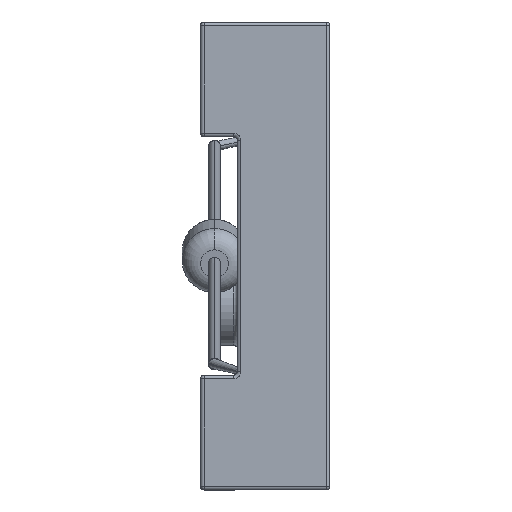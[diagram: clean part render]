
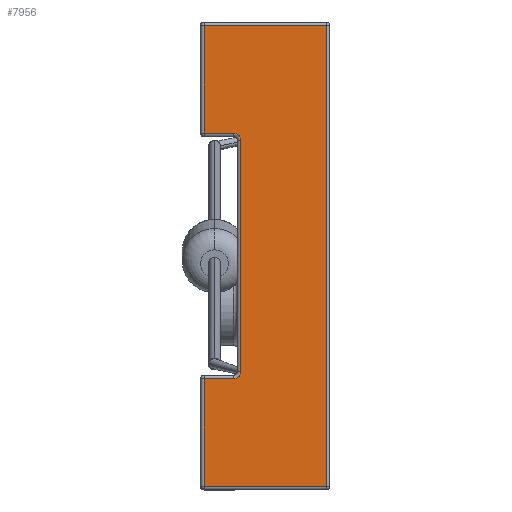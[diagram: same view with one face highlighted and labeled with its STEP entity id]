
A CAD part, left-side view. The second image highlights one B-rep face of the part: STEP entity #7956.
In plain terms, the highlighted planar face has unit normal (-1, 0, 0).
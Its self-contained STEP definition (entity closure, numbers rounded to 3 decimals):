
#290 = ORIENTED_EDGE ( 'NONE', *, *, #4255, .T. ) ;
#374 = LINE ( 'NONE', #10841, #9733 ) ;
#519 = CIRCLE ( 'NONE', #11202, 0.15 ) ;
#521 = LINE ( 'NONE', #1495, #10187 ) ;
#522 = ORIENTED_EDGE ( 'NONE', *, *, #2559, .F. ) ;
#802 = VECTOR ( 'NONE', #3215, 1000. ) ;
#977 = CARTESIAN_POINT ( 'NONE',  ( -15.2, 2.075, 2.495 ) ) ;
#1111 = DIRECTION ( 'NONE',  ( 0., 0., -1. ) ) ;
#1200 = CIRCLE ( 'NONE', #8817, 0.15 ) ;
#1203 = CARTESIAN_POINT ( 'NONE',  ( -15.2, 2.715, 0. ) ) ;
#1259 = LINE ( 'NONE', #4809, #10909 ) ;
#1495 = CARTESIAN_POINT ( 'NONE',  ( -15.2, 0., 2.645 ) ) ;
#1523 = VECTOR ( 'NONE', #3502, 1000. ) ;
#1857 = VECTOR ( 'NONE', #3967, 1000. ) ;
#1932 = DIRECTION ( 'NONE',  ( 0., 0., -1. ) ) ;
#1973 = ORIENTED_EDGE ( 'NONE', *, *, #8530, .T. ) ;
#2038 = DIRECTION ( 'NONE',  ( -1., 0., 0. ) ) ;
#2559 = EDGE_CURVE ( 'NONE', #11699, #11186, #1200, .T. ) ;
#2571 = VECTOR ( 'NONE', #3807, 1000. ) ;
#3023 = DIRECTION ( 'NONE',  ( 0., 0., -1. ) ) ;
#3045 = DIRECTION ( 'NONE',  ( 0., 0., -1. ) ) ;
#3064 = CARTESIAN_POINT ( 'NONE',  ( -15.2, 0.075, -4.975 ) ) ;
#3215 = DIRECTION ( 'NONE',  ( 0., 1., 0. ) ) ;
#3379 = ORIENTED_EDGE ( 'NONE', *, *, #11329, .T. ) ;
#3427 = EDGE_CURVE ( 'NONE', #11411, #11186, #521, .T. ) ;
#3472 = ORIENTED_EDGE ( 'NONE', *, *, #4858, .T. ) ;
#3502 = DIRECTION ( 'NONE',  ( 0., 0., 1. ) ) ;
#3710 = EDGE_CURVE ( 'NONE', #7835, #8009, #7553, .T. ) ;
#3807 = DIRECTION ( 'NONE',  ( 0., -1., 0. ) ) ;
#3967 = DIRECTION ( 'NONE',  ( 0., 0., -1. ) ) ;
#4255 = EDGE_CURVE ( 'NONE', #11699, #4338, #1259, .T. ) ;
#4314 = CARTESIAN_POINT ( 'NONE',  ( -15.2, 2.715, -2.645 ) ) ;
#4338 = VERTEX_POINT ( 'NONE', #6036 ) ;
#4418 = EDGE_CURVE ( 'NONE', #7124, #7836, #374, .T. ) ;
#4809 = CARTESIAN_POINT ( 'NONE',  ( -15.2, 1.925, 0. ) ) ;
#4846 = CARTESIAN_POINT ( 'NONE',  ( -15.2, 0., 0. ) ) ;
#4858 = EDGE_CURVE ( 'NONE', #9187, #11985, #8273, .T. ) ;
#5062 = CARTESIAN_POINT ( 'NONE',  ( -15.2, 2.715, 2.645 ) ) ;
#5138 = DIRECTION ( 'NONE',  ( 0., 1., 0. ) ) ;
#6036 = CARTESIAN_POINT ( 'NONE',  ( -15.2, 1.925, -2.495 ) ) ;
#6041 = ORIENTED_EDGE ( 'NONE', *, *, #4418, .T. ) ;
#6095 = VECTOR ( 'NONE', #3045, 1000. ) ;
#6429 = ORIENTED_EDGE ( 'NONE', *, *, #12040, .T. ) ;
#6602 = AXIS2_PLACEMENT_3D ( 'NONE', #4846, #8640, #3023 ) ;
#6790 = LINE ( 'NONE', #1203, #1857 ) ;
#7124 = VERTEX_POINT ( 'NONE', #8815 ) ;
#7126 = DIRECTION ( 'NONE',  ( 0., -1., 0. ) ) ;
#7525 = DIRECTION ( 'NONE',  ( -1., 0., 0. ) ) ;
#7553 = LINE ( 'NONE', #8532, #2571 ) ;
#7631 = CARTESIAN_POINT ( 'NONE',  ( -15.2, 2.075, -2.495 ) ) ;
#7696 = PLANE ( 'NONE',  #6602 ) ;
#7835 = VERTEX_POINT ( 'NONE', #9300 ) ;
#7836 = VERTEX_POINT ( 'NONE', #12177 ) ;
#7956 = ADVANCED_FACE ( 'NONE', ( #8187 ), #7696, .F. ) ;
#8009 = VERTEX_POINT ( 'NONE', #3064 ) ;
#8187 = FACE_OUTER_BOUND ( 'NONE', #11950, .T. ) ;
#8273 = LINE ( 'NONE', #10659, #802 ) ;
#8530 = EDGE_CURVE ( 'NONE', #7836, #11411, #11405, .T. ) ;
#8532 = CARTESIAN_POINT ( 'NONE',  ( -15.2, 0., -4.975 ) ) ;
#8574 = DIRECTION ( 'NONE',  ( 0., 0., -1. ) ) ;
#8640 = DIRECTION ( 'NONE',  ( 1., 0., 0. ) ) ;
#8657 = ORIENTED_EDGE ( 'NONE', *, *, #3710, .T. ) ;
#8815 = CARTESIAN_POINT ( 'NONE',  ( -15.2, 0.075, 4.975 ) ) ;
#8817 = AXIS2_PLACEMENT_3D ( 'NONE', #977, #7525, #1932 ) ;
#9024 = CARTESIAN_POINT ( 'NONE',  ( -15.2, 2.075, -2.645 ) ) ;
#9127 = CARTESIAN_POINT ( 'NONE',  ( -15.2, 0.075, 0. ) ) ;
#9187 = VERTEX_POINT ( 'NONE', #9024 ) ;
#9300 = CARTESIAN_POINT ( 'NONE',  ( -15.2, 2.715, -4.975 ) ) ;
#9415 = CARTESIAN_POINT ( 'NONE',  ( -15.2, 1.925, 2.495 ) ) ;
#9733 = VECTOR ( 'NONE', #5138, 1000. ) ;
#10091 = ORIENTED_EDGE ( 'NONE', *, *, #11240, .F. ) ;
#10187 = VECTOR ( 'NONE', #7126, 1000. ) ;
#10659 = CARTESIAN_POINT ( 'NONE',  ( -15.2, 0., -2.645 ) ) ;
#10752 = ORIENTED_EDGE ( 'NONE', *, *, #3427, .T. ) ;
#10841 = CARTESIAN_POINT ( 'NONE',  ( -15.2, 0., 4.975 ) ) ;
#10909 = VECTOR ( 'NONE', #1111, 1000. ) ;
#11186 = VERTEX_POINT ( 'NONE', #11284 ) ;
#11202 = AXIS2_PLACEMENT_3D ( 'NONE', #7631, #2038, #8574 ) ;
#11240 = EDGE_CURVE ( 'NONE', #9187, #4338, #519, .T. ) ;
#11284 = CARTESIAN_POINT ( 'NONE',  ( -15.2, 2.075, 2.645 ) ) ;
#11329 = EDGE_CURVE ( 'NONE', #11985, #7835, #6790, .T. ) ;
#11405 = LINE ( 'NONE', #11495, #6095 ) ;
#11411 = VERTEX_POINT ( 'NONE', #5062 ) ;
#11495 = CARTESIAN_POINT ( 'NONE',  ( -15.2, 2.715, 0. ) ) ;
#11699 = VERTEX_POINT ( 'NONE', #9415 ) ;
#11777 = LINE ( 'NONE', #9127, #1523 ) ;
#11950 = EDGE_LOOP ( 'NONE', ( #522, #290, #10091, #3472, #3379, #8657, #6429, #6041, #1973, #10752 ) ) ;
#11985 = VERTEX_POINT ( 'NONE', #4314 ) ;
#12040 = EDGE_CURVE ( 'NONE', #8009, #7124, #11777, .T. ) ;
#12177 = CARTESIAN_POINT ( 'NONE',  ( -15.2, 2.715, 4.975 ) ) ;
